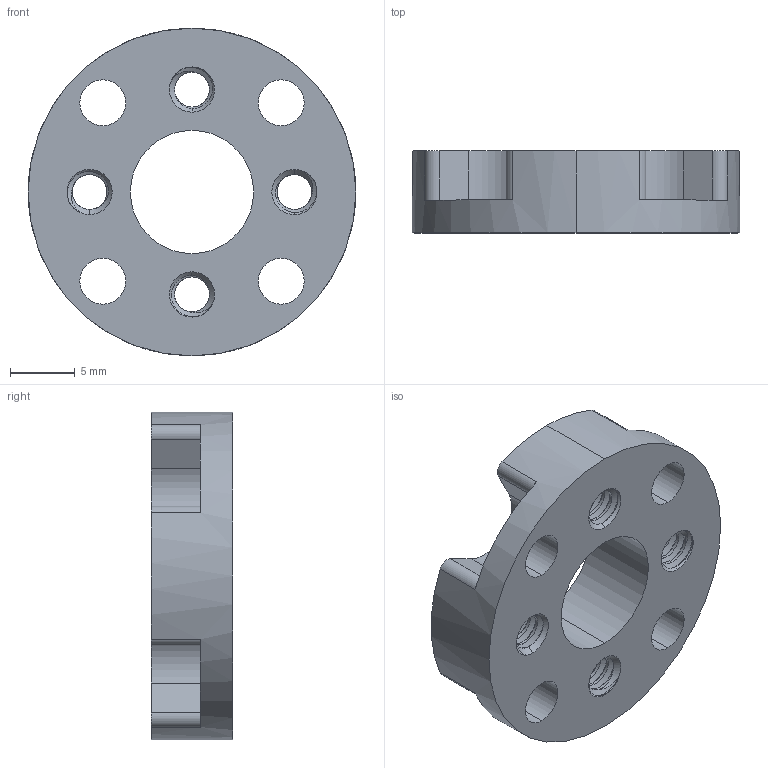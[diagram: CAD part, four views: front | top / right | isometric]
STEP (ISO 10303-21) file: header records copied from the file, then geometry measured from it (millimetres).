
FILE_DESCRIPTION (( 'STEP AP203' ), '1' );
FILE_NAME ('545456.STEP', '2017-06-30T20:28:26', ( '' ), ( '' ), 'SwSTEP 2.0', 'SolidWorks 2016', '' );
FILE_SCHEMA (( 'CONFIG_CONTROL_DESIGN' ));
Length unit declared in the file: inch
Products named in the file (1): 545456
Bounding box: 25.39 x 6.35 x 25.39 mm (x, y, z)
Volume: 1938.7 mm3; surface area: 1997.6 mm2
Topology: 1 solids, 1 shells, 210 faces, 600 edges, 392 vertices
Faces by surface type: cylinder 160, cone 28, plane 14, bspline 8
Entity records: 12051 total; most frequent: CARTESIAN_POINT 7219, ORIENTED_EDGE 1200, DIRECTION 830, EDGE_CURVE 600, VERTEX_POINT 392, AXIS2_PLACEMENT_3D 315, EDGE_LOOP 228, ADVANCED_FACE 210
